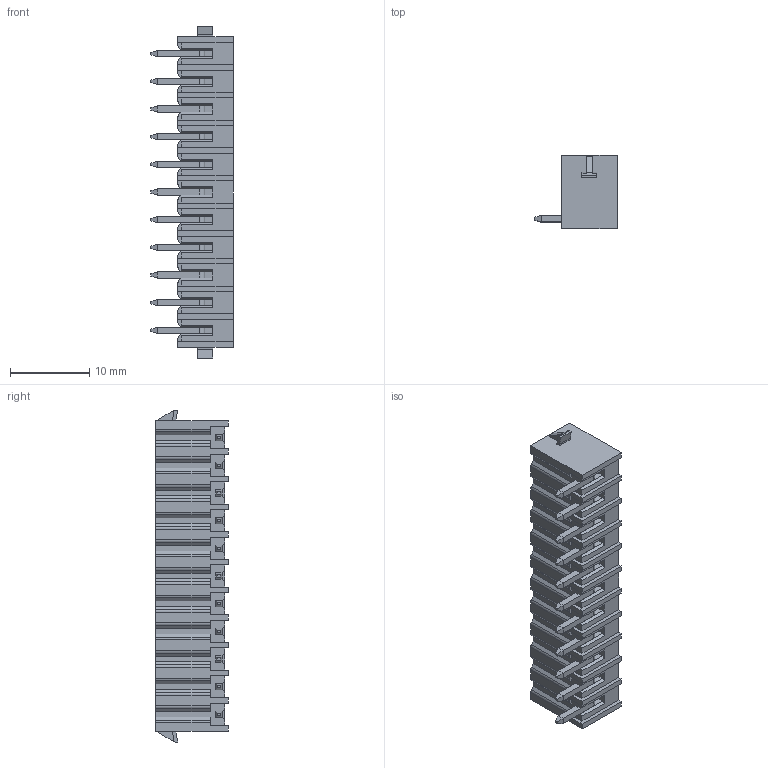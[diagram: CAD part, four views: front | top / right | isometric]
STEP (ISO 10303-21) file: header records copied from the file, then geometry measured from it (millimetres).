
FILE_DESCRIPTION((''),'2;1');
FILE_NAME('PRT0002','2024-10-12T',('sheji'),(''),'PRO/ENGINEER BY PARAMETRIC TECHNOLOGY CORPORATION, 2015240','PRO/ENGINEER BY PARAMETRIC TECHNOLOGY CORPORATION, 2015240','');
FILE_SCHEMA(('CONFIG_CONTROL_DESIGN'));
Length unit declared in the file: millimetre
Products named in the file (1): PRT0002
Bounding box: 10.4 x 9.2 x 42 mm (x, y, z)
Volume: 1124.1 mm3; surface area: 3568.2 mm2
Topology: 12 solids, 12 shells, 710 faces, 1887 edges, 1236 vertices
Faces by surface type: plane 576, cylinder 112, cone 22
Entity records: 21782 total; most frequent: CARTESIAN_POINT 4086, ORIENTED_EDGE 3774, DIRECTION 3425, EDGE_CURVE 1887, VECTOR 1593, LINE 1593, VERTEX_POINT 1236, AXIS2_PLACEMENT_3D 916
